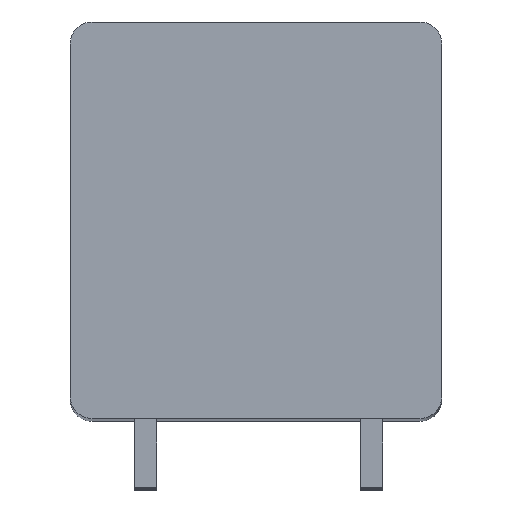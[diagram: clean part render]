
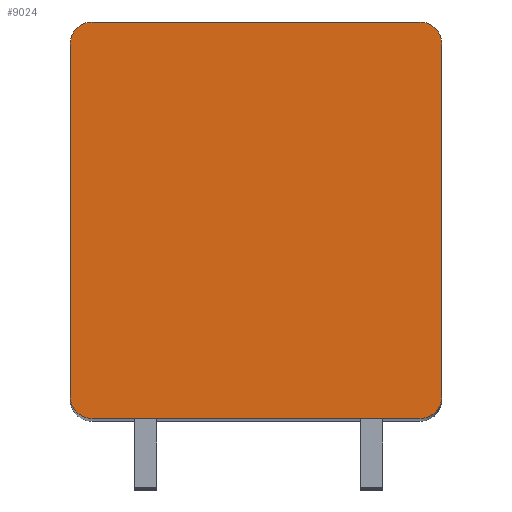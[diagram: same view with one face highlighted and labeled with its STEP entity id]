
A CAD part, top view. The second image highlights one B-rep face of the part: STEP entity #9024.
In plain terms, the highlighted planar face has unit normal (0, 0, 1).
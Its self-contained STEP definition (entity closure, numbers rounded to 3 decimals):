
#1559=CARTESIAN_POINT('',(-5.95,6.4,2.5));
#1560=DIRECTION('',(0.,0.,1.));
#1561=DIRECTION('',(0.,1.,0.));
#1562=AXIS2_PLACEMENT_3D('',#1559,#1560,#1561);
#1564=DIRECTION('',(-1.,0.,0.));
#1565=VECTOR('',#1564,11.9);
#1566=CARTESIAN_POINT('',(5.95,7.2,2.5));
#1567=LINE('',#1566,#1565);
#1568=CARTESIAN_POINT('',(5.95,6.4,2.5));
#1569=DIRECTION('',(0.,0.,1.));
#1570=DIRECTION('',(1.,0.,0.));
#1571=AXIS2_PLACEMENT_3D('',#1568,#1569,#1570);
#1573=DIRECTION('',(0.,1.,0.));
#1574=VECTOR('',#1573,12.8);
#1575=CARTESIAN_POINT('',(6.75,-6.4,2.5));
#1576=LINE('',#1575,#1574);
#1577=CARTESIAN_POINT('',(5.95,-6.4,2.5));
#1578=DIRECTION('',(0.,0.,1.));
#1579=DIRECTION('',(0.,-1.,0.));
#1580=AXIS2_PLACEMENT_3D('',#1577,#1578,#1579);
#1582=DIRECTION('',(1.,0.,0.));
#1583=VECTOR('',#1582,11.9);
#1584=CARTESIAN_POINT('',(-5.95,-7.2,2.5));
#1585=LINE('',#1584,#1583);
#1586=CARTESIAN_POINT('',(-5.95,-6.4,2.5));
#1587=DIRECTION('',(0.,0.,1.));
#1588=DIRECTION('',(-1.,0.,0.));
#1589=AXIS2_PLACEMENT_3D('',#1586,#1587,#1588);
#1591=DIRECTION('',(0.,-1.,0.));
#1592=VECTOR('',#1591,12.8);
#1593=CARTESIAN_POINT('',(-6.75,6.4,2.5));
#1594=LINE('',#1593,#1592);
#6439=CARTESIAN_POINT('',(-5.95,7.2,2.5));
#6440=VERTEX_POINT('',#6439);
#6441=CARTESIAN_POINT('',(-6.75,6.4,2.5));
#6442=VERTEX_POINT('',#6441);
#6447=CARTESIAN_POINT('',(6.75,6.4,2.5));
#6448=VERTEX_POINT('',#6447);
#6449=CARTESIAN_POINT('',(5.95,7.2,2.5));
#6450=VERTEX_POINT('',#6449);
#6455=CARTESIAN_POINT('',(-6.75,-6.4,2.5));
#6456=VERTEX_POINT('',#6455);
#6457=CARTESIAN_POINT('',(-5.95,-7.2,2.5));
#6458=VERTEX_POINT('',#6457);
#6463=CARTESIAN_POINT('',(5.95,-7.2,2.5));
#6464=VERTEX_POINT('',#6463);
#6465=CARTESIAN_POINT('',(6.75,-6.4,2.5));
#6466=VERTEX_POINT('',#6465);
#9009=CARTESIAN_POINT('',(0.,0.,2.5));
#9010=DIRECTION('',(0.,0.,1.));
#9011=DIRECTION('',(1.,0.,0.));
#9012=AXIS2_PLACEMENT_3D('',#9009,#9010,#9011);
#9013=PLANE('',#9012);
#9014=ORIENTED_EDGE('',*,*,#8091,.F.);
#9015=ORIENTED_EDGE('',*,*,#8107,.F.);
#9016=ORIENTED_EDGE('',*,*,#8384,.F.);
#9017=ORIENTED_EDGE('',*,*,#8399,.F.);
#9018=ORIENTED_EDGE('',*,*,#8632,.F.);
#9019=ORIENTED_EDGE('',*,*,#8645,.F.);
#9020=ORIENTED_EDGE('',*,*,#8880,.F.);
#9021=ORIENTED_EDGE('',*,*,#8892,.F.);
#9022=EDGE_LOOP('',(#9014,#9015,#9016,#9017,#9018,#9019,#9020,#9021));
#9023=FACE_OUTER_BOUND('',#9022,.F.);
#1563=CIRCLE('',#1562,0.8);
#1572=CIRCLE('',#1571,0.8);
#1581=CIRCLE('',#1580,0.8);
#1590=CIRCLE('',#1589,0.8);
#8091=EDGE_CURVE('',#6440,#6442,#1563,.T.);
#8107=EDGE_CURVE('',#6450,#6440,#1567,.T.);
#8384=EDGE_CURVE('',#6448,#6450,#1572,.T.);
#8399=EDGE_CURVE('',#6466,#6448,#1576,.T.);
#8632=EDGE_CURVE('',#6464,#6466,#1581,.T.);
#8645=EDGE_CURVE('',#6458,#6464,#1585,.T.);
#8880=EDGE_CURVE('',#6456,#6458,#1590,.T.);
#8892=EDGE_CURVE('',#6442,#6456,#1594,.T.);
#9024=ADVANCED_FACE('',(#9023),#9013,.T.);
